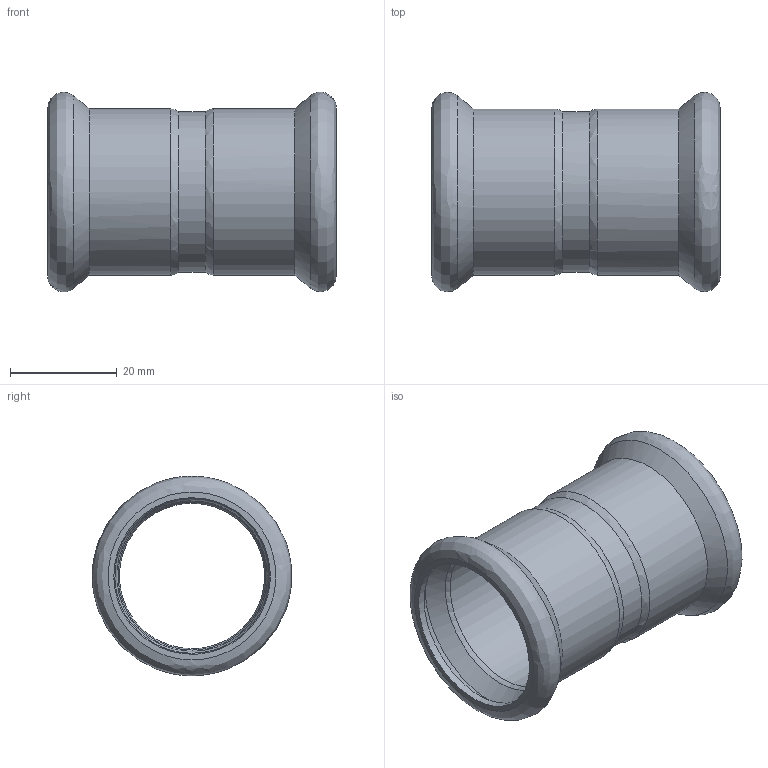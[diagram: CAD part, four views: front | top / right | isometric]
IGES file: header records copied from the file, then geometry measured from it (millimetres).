
Global section: file name: 62005; native system: Autodesk Inventor 2018; preprocessor: unknown; author: JANAN; date: 20200204.111649; units: millimetre
Bounding box: 54 x 37.32 x 37.34 mm (x, y, z)
Volume: 8331.8 mm3; surface area: 11797.8 mm2
Topology: 1 solids, 1 shells, 28 faces, 95 edges, 71 vertices
Faces by surface type: bspline 28
